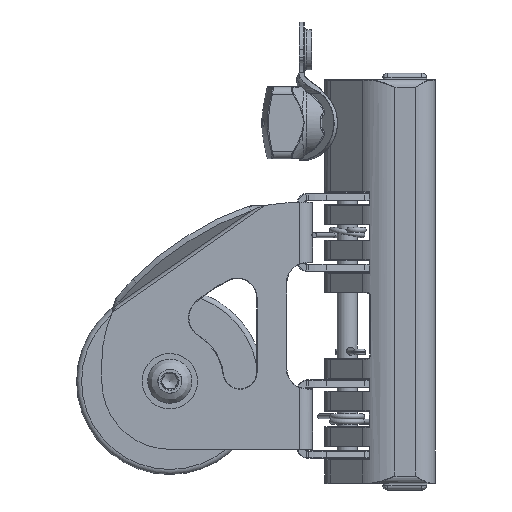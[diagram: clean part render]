
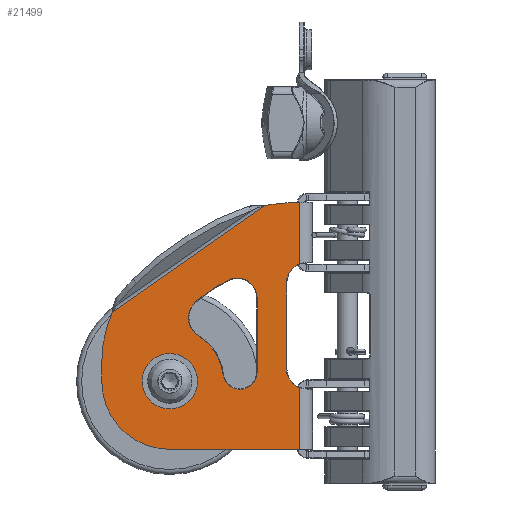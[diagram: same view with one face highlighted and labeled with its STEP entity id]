
A CAD part, left-side view. The second image highlights one B-rep face of the part: STEP entity #21499.
In plain terms, the highlighted planar face has unit normal (-1, 0, 0).
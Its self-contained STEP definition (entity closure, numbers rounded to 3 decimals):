
#528=FACE_BOUND('',#4366,.T.);
#529=FACE_BOUND('',#4367,.T.);
#1112=B_SPLINE_CURVE_WITH_KNOTS('',3,(#48736,#48737,#48738,#48739,#48740,
#48741),.UNSPECIFIED.,.F.,.F.,(4,2,4),(-0.001,0.,0.005),
 .UNSPECIFIED.);
#1113=B_SPLINE_CURVE_WITH_KNOTS('',3,(#48749,#48750,#48751,#48752,#48753,
#48754),.UNSPECIFIED.,.F.,.F.,(4,2,4),(-0.005,0.,0.001),
 .UNSPECIFIED.);
#1698=PLANE('',#24096);
#2942=FACE_OUTER_BOUND('',#4365,.T.);
#4365=EDGE_LOOP('',(#19160,#19161,#19162,#19163,#19164,#19165,#19166,#19167,
#19168,#19169,#19170,#19171,#19172));
#4366=EDGE_LOOP('',(#19173));
#4367=EDGE_LOOP('',(#19174,#19175,#19176,#19177,#19178,#19179));
#5466=LINE('',#48718,#6503);
#5472=LINE('',#48745,#6509);
#5473=LINE('',#48755,#6510);
#5474=LINE('',#48756,#6511);
#5475=LINE('',#48757,#6512);
#5476=LINE('',#48759,#6513);
#5477=LINE('',#48760,#6514);
#6503=VECTOR('',#30152,10.);
#6509=VECTOR('',#30172,10.);
#6510=VECTOR('',#30175,10.);
#6511=VECTOR('',#30176,10.);
#6512=VECTOR('',#30177,10.);
#6513=VECTOR('',#30178,10.);
#6514=VECTOR('',#30179,10.);
#6698=CIRCLE('',#21840,27.);
#6700=CIRCLE('',#21843,50.);
#6708=CIRCLE('',#21857,90.);
#7620=CIRCLE('',#23469,11.);
#7953=CIRCLE('',#24071,7.9);
#7958=CIRCLE('',#24077,66.2);
#7961=CIRCLE('',#24081,8.4);
#7964=CIRCLE('',#24085,21.3);
#7967=CIRCLE('',#24089,6.764);
#7970=CIRCLE('',#24097,8.2);
#7971=CIRCLE('',#24098,8.2);
#8295=VERTEX_POINT('',#33238);
#8296=VERTEX_POINT('',#33240);
#8299=VERTEX_POINT('',#33247);
#8300=VERTEX_POINT('',#33249);
#8323=VERTEX_POINT('',#33372);
#8325=VERTEX_POINT('',#33375);
#9505=VERTEX_POINT('',#45419);
#9912=VERTEX_POINT('',#48685);
#9913=VERTEX_POINT('',#48687);
#9915=VERTEX_POINT('',#48693);
#9917=VERTEX_POINT('',#48699);
#9919=VERTEX_POINT('',#48705);
#9921=VERTEX_POINT('',#48711);
#9927=VERTEX_POINT('',#48734);
#9928=VERTEX_POINT('',#48735);
#9929=VERTEX_POINT('',#48742);
#9930=VERTEX_POINT('',#48744);
#9931=VERTEX_POINT('',#48746);
#9932=VERTEX_POINT('',#48748);
#9933=VERTEX_POINT('',#48758);
#10330=EDGE_CURVE('',#8296,#8295,#6698,.T.);
#10334=EDGE_CURVE('',#8300,#8299,#6700,.T.);
#10361=EDGE_CURVE('',#8325,#8323,#6708,.T.);
#12359=EDGE_CURVE('',#9505,#9505,#7620,.T.);
#13028=EDGE_CURVE('',#9912,#9913,#7953,.T.);
#13033=EDGE_CURVE('',#9913,#9915,#7958,.T.);
#13036=EDGE_CURVE('',#9915,#9917,#7961,.T.);
#13039=EDGE_CURVE('',#9917,#9919,#7964,.T.);
#13042=EDGE_CURVE('',#9919,#9921,#7967,.T.);
#13044=EDGE_CURVE('',#9921,#9912,#5466,.T.);
#13052=EDGE_CURVE('',#9927,#9928,#1112,.T.);
#13053=EDGE_CURVE('',#9929,#9927,#7970,.T.);
#13054=EDGE_CURVE('',#9930,#9929,#5472,.T.);
#13055=EDGE_CURVE('',#9931,#9930,#7971,.T.);
#13056=EDGE_CURVE('',#9932,#9931,#1113,.T.);
#13057=EDGE_CURVE('',#8325,#9932,#5473,.T.);
#13058=EDGE_CURVE('',#8300,#8323,#5474,.T.);
#13059=EDGE_CURVE('',#8299,#8296,#5475,.T.);
#13060=EDGE_CURVE('',#8295,#9933,#5476,.T.);
#13061=EDGE_CURVE('',#9928,#9933,#5477,.T.);
#19160=ORIENTED_EDGE('',*,*,#13052,.F.);
#19161=ORIENTED_EDGE('',*,*,#13053,.F.);
#19162=ORIENTED_EDGE('',*,*,#13054,.F.);
#19163=ORIENTED_EDGE('',*,*,#13055,.F.);
#19164=ORIENTED_EDGE('',*,*,#13056,.F.);
#19165=ORIENTED_EDGE('',*,*,#13057,.F.);
#19166=ORIENTED_EDGE('',*,*,#10361,.T.);
#19167=ORIENTED_EDGE('',*,*,#13058,.F.);
#19168=ORIENTED_EDGE('',*,*,#10334,.T.);
#19169=ORIENTED_EDGE('',*,*,#13059,.T.);
#19170=ORIENTED_EDGE('',*,*,#10330,.T.);
#19171=ORIENTED_EDGE('',*,*,#13060,.T.);
#19172=ORIENTED_EDGE('',*,*,#13061,.F.);
#19173=ORIENTED_EDGE('',*,*,#12359,.T.);
#19174=ORIENTED_EDGE('',*,*,#13028,.F.);
#19175=ORIENTED_EDGE('',*,*,#13044,.F.);
#19176=ORIENTED_EDGE('',*,*,#13042,.F.);
#19177=ORIENTED_EDGE('',*,*,#13039,.F.);
#19178=ORIENTED_EDGE('',*,*,#13036,.F.);
#19179=ORIENTED_EDGE('',*,*,#13033,.F.);
#21499=ADVANCED_FACE('',(#2942,#528,#529),#1698,.T.);
#21840=AXIS2_PLACEMENT_3D('',#33241,#24805,#24806);
#21843=AXIS2_PLACEMENT_3D('',#33250,#24813,#24814);
#21857=AXIS2_PLACEMENT_3D('',#33376,#24856,#24857);
#23469=AXIS2_PLACEMENT_3D('',#45421,#28680,#28681);
#24071=AXIS2_PLACEMENT_3D('',#48688,#30111,#30112);
#24077=AXIS2_PLACEMENT_3D('',#48697,#30123,#30124);
#24081=AXIS2_PLACEMENT_3D('',#48703,#30131,#30132);
#24085=AXIS2_PLACEMENT_3D('',#48709,#30139,#30140);
#24089=AXIS2_PLACEMENT_3D('',#48715,#30147,#30148);
#24096=AXIS2_PLACEMENT_3D('',#48733,#30168,#30169);
#24097=AXIS2_PLACEMENT_3D('',#48743,#30170,#30171);
#24098=AXIS2_PLACEMENT_3D('',#48747,#30173,#30174);
#24805=DIRECTION('center_axis',(-1.,0.,0.));
#24806=DIRECTION('ref_axis',(0.,1.,0.));
#24813=DIRECTION('center_axis',(-1.,0.,0.));
#24814=DIRECTION('ref_axis',(0.,0.75,0.661));
#24856=DIRECTION('center_axis',(-1.,0.,0.));
#24857=DIRECTION('ref_axis',(0.,0.,
1.));
#28680=DIRECTION('center_axis',(1.,0.,0.));
#28681=DIRECTION('ref_axis',(0.,-0.885,-0.466));
#30111=DIRECTION('center_axis',(-1.,0.,0.));
#30112=DIRECTION('ref_axis',(0.,-0.524,0.852));
#30123=DIRECTION('center_axis',(-1.,0.,0.));
#30124=DIRECTION('ref_axis',(0.,0.552,0.834));
#30131=DIRECTION('center_axis',(-1.,0.,0.));
#30132=DIRECTION('ref_axis',(0.,0.997,-0.071));
#30139=DIRECTION('center_axis',(1.,0.,0.));
#30140=DIRECTION('ref_axis',(0.,-0.842,0.539));
#30147=DIRECTION('center_axis',(-1.,0.,0.));
#30148=DIRECTION('ref_axis',(0.,-0.064,-0.998));
#30152=DIRECTION('',(0.,0.,1.));
#30168=DIRECTION('center_axis',(-1.,0.,0.));
#30169=DIRECTION('ref_axis',(0.,0.,
1.));
#30170=DIRECTION('center_axis',(-1.,0.,0.));
#30171=DIRECTION('ref_axis',(0.,0.821,-0.57));
#30172=DIRECTION('',(0.,0.,-1.));
#30173=DIRECTION('center_axis',(-1.,0.,0.));
#30174=DIRECTION('ref_axis',(0.,0.821,0.57));
#30175=DIRECTION('',(0.,0.,-1.));
#30176=DIRECTION('',(0.,-0.819,0.574));
#30177=DIRECTION('',(0.,0.,-1.));
#30178=DIRECTION('',(0.,-1.,0.));
#30179=DIRECTION('',(0.,0.,-1.));
#33238=CARTESIAN_POINT('',(-26.1,93.202,-54.5));
#33240=CARTESIAN_POINT('',(-26.1,120.202,-27.5));
#33241=CARTESIAN_POINT('Origin',(-26.1,93.202,-27.5));
#33247=CARTESIAN_POINT('',(-26.1,120.202,-20.042));
#33249=CARTESIAN_POINT('',(-26.1,116.064,-0.126));
#33250=CARTESIAN_POINT('Origin',(-26.1,70.202,-20.042));
#33372=CARTESIAN_POINT('',(-26.1,55.673,42.16));
#33375=CARTESIAN_POINT('',(-26.1,41.598,43.489));
#33376=CARTESIAN_POINT('Origin',(-26.1,40.202,-46.5));
#45419=CARTESIAN_POINT('',(-26.1,102.932,-22.37));
#45421=CARTESIAN_POINT('Origin',(-26.1,93.202,-27.5));
#48685=CARTESIAN_POINT('',(-26.1,58.602,5.531));
#48687=CARTESIAN_POINT('',(-26.1,70.066,12.581));
#48688=CARTESIAN_POINT('Origin',(-26.1,66.502,5.531));
#48693=CARTESIAN_POINT('',(-26.1,82.878,4.108));
#48697=CARTESIAN_POINT('Origin',(-26.1,40.202,-46.5));
#48699=CARTESIAN_POINT('',(-26.1,81.914,-9.437));
#48703=CARTESIAN_POINT('Origin',(-26.1,77.463,-2.313));
#48705=CARTESIAN_POINT('',(-26.1,72.074,-24.795));
#48709=CARTESIAN_POINT('Origin',(-26.1,93.202,-27.5));
#48711=CARTESIAN_POINT('',(-26.1,58.602,-23.936));
#48715=CARTESIAN_POINT('Origin',(-26.1,65.365,-23.936));
#48718=CARTESIAN_POINT('',(-26.1,58.602,-18.48));
#48733=CARTESIAN_POINT('Origin',(-26.1,15.802,-13.024));
#48734=CARTESIAN_POINT('',(-26.1,41.656,-30.187));
#48735=CARTESIAN_POINT('',(-26.1,41.598,-30.2));
#48736=CARTESIAN_POINT('Ctrl Pts',(-26.1,41.656,-30.187));
#48737=CARTESIAN_POINT('Ctrl Pts',(-26.1,41.652,-30.188));
#48738=CARTESIAN_POINT('Ctrl Pts',(-26.1,41.648,-30.189));
#48739=CARTESIAN_POINT('Ctrl Pts',(-26.1,41.629,-30.194));
#48740=CARTESIAN_POINT('Ctrl Pts',(-26.1,41.614,-30.197));
#48741=CARTESIAN_POINT('Ctrl Pts',(-26.1,41.598,-30.2));
#48742=CARTESIAN_POINT('',(-26.1,47.002,-22.5));
#48743=CARTESIAN_POINT('Origin',(-26.1,38.802,-22.5));
#48744=CARTESIAN_POINT('',(-26.1,47.002,11.5));
#48745=CARTESIAN_POINT('',(-26.1,47.002,-0.762));
#48746=CARTESIAN_POINT('',(-26.1,41.656,19.187));
#48747=CARTESIAN_POINT('Origin',(-26.1,38.802,11.5));
#48748=CARTESIAN_POINT('',(-26.1,41.598,19.2));
#48749=CARTESIAN_POINT('Ctrl Pts',(-26.1,41.598,19.2));
#48750=CARTESIAN_POINT('Ctrl Pts',(-26.1,41.614,19.197));
#48751=CARTESIAN_POINT('Ctrl Pts',(-26.1,41.629,19.194));
#48752=CARTESIAN_POINT('Ctrl Pts',(-26.1,41.648,19.189));
#48753=CARTESIAN_POINT('Ctrl Pts',(-26.1,41.652,19.188));
#48754=CARTESIAN_POINT('Ctrl Pts',(-26.1,41.656,19.187));
#48755=CARTESIAN_POINT('',(-26.1,41.598,15.233));
#48756=CARTESIAN_POINT('',(-26.1,55.26,42.449));
#48757=CARTESIAN_POINT('',(-26.1,120.202,-20.042));
#48758=CARTESIAN_POINT('',(-26.1,41.598,-54.5));
#48759=CARTESIAN_POINT('',(-26.1,93.202,-54.5));
#48760=CARTESIAN_POINT('',(-26.1,41.598,-21.509));
